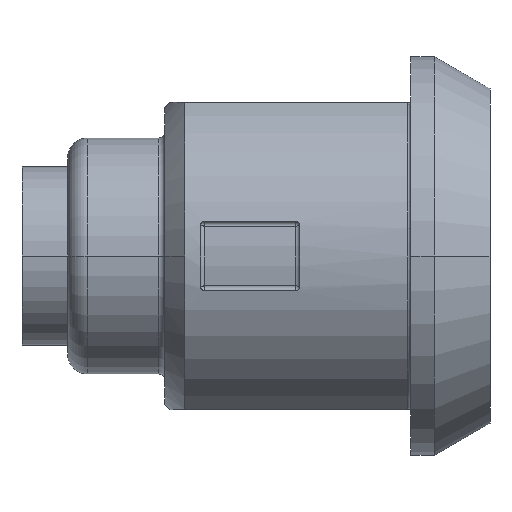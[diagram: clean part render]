
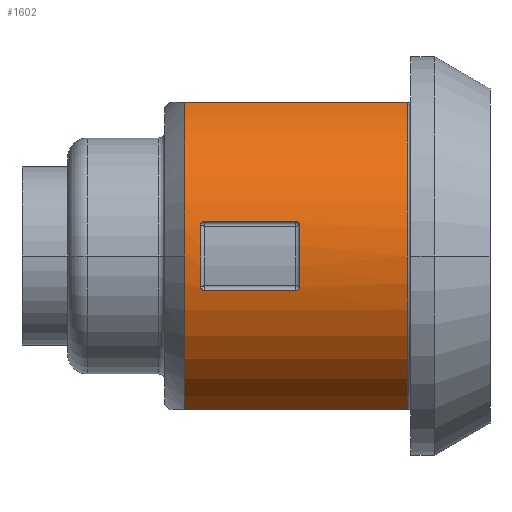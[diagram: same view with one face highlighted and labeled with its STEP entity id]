
A CAD part, front view. The second image highlights one B-rep face of the part: STEP entity #1602.
In plain terms, the highlighted cylindrical face has radius 8.5 mm (diameter 17 mm), a partial arc.
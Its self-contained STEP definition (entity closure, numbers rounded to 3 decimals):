
#195=CARTESIAN_POINT('',(-15.4,0.,0.));
#196=DIRECTION('',(1.,0.,0.));
#197=DIRECTION('',(0.,-0.411,0.912));
#198=AXIS2_PLACEMENT_3D('',#195,#196,#197);
#209=DIRECTION('',(1.,0.,0.));
#210=VECTOR('',#209,11.25);
#211=CARTESIAN_POINT('',(-15.4,-3.491,7.75));
#212=LINE('',#211,#210);
#244=CARTESIAN_POINT('',(-4.15,0.,0.));
#245=DIRECTION('',(-1.,0.,0.));
#246=DIRECTION('',(0.,-0.411,-0.912));
#247=AXIS2_PLACEMENT_3D('',#244,#245,#246);
#262=DIRECTION('',(1.,0.,0.));
#263=VECTOR('',#262,11.25);
#264=CARTESIAN_POINT('',(-15.4,-3.491,-7.75));
#265=LINE('',#264,#263);
#283=CARTESIAN_POINT('',(-14.6,0.,0.));
#284=DIRECTION('',(1.,0.,0.));
#285=DIRECTION('',(0.,-0.983,0.182));
#286=AXIS2_PLACEMENT_3D('',#283,#284,#285);
#288=DIRECTION('',(1.,0.,0.));
#289=VECTOR('',#288,4.6);
#290=CARTESIAN_POINT('',(-14.4,-8.318,-1.75));
#291=LINE('',#290,#289);
#292=CARTESIAN_POINT('',(-9.6,0.,0.));
#293=DIRECTION('',(1.,0.,0.));
#294=DIRECTION('',(0.,-0.983,0.182));
#295=AXIS2_PLACEMENT_3D('',#292,#293,#294);
#297=DIRECTION('',(1.,0.,0.));
#298=VECTOR('',#297,4.6);
#299=CARTESIAN_POINT('',(-14.4,-8.318,1.75));
#300=LINE('',#299,#298);
#314=CARTESIAN_POINT('',(-15.4,0.,0.));
#315=DIRECTION('',(-1.,0.,0.));
#316=DIRECTION('',(0.,-0.411,-0.912));
#317=AXIS2_PLACEMENT_3D('',#314,#315,#316);
#438=CARTESIAN_POINT('',(-14.6,-8.357,1.55));
#439=CARTESIAN_POINT('',(-14.6,-8.354,1.571));
#440=CARTESIAN_POINT('',(-14.593,-8.346,1.613));
#441=CARTESIAN_POINT('',(-14.564,-8.334,1.67));
#442=CARTESIAN_POINT('',(-14.518,-8.325,1.715));
#443=CARTESIAN_POINT('',(-14.462,-8.319,1.744));
#444=CARTESIAN_POINT('',(-14.421,-8.318,1.75));
#445=CARTESIAN_POINT('',(-14.4,-8.318,1.75));
#455=CARTESIAN_POINT('',(-9.8,-8.318,1.75));
#456=CARTESIAN_POINT('',(-9.779,-8.318,1.75));
#457=CARTESIAN_POINT('',(-9.738,-8.319,1.744));
#458=CARTESIAN_POINT('',(-9.682,-8.325,1.715));
#459=CARTESIAN_POINT('',(-9.636,-8.334,1.67));
#460=CARTESIAN_POINT('',(-9.607,-8.346,1.613));
#461=CARTESIAN_POINT('',(-9.6,-8.354,1.571));
#462=CARTESIAN_POINT('',(-9.6,-8.357,1.55));
#482=CARTESIAN_POINT('',(-9.6,-8.357,-1.55));
#483=CARTESIAN_POINT('',(-9.6,-8.354,-1.571));
#484=CARTESIAN_POINT('',(-9.607,-8.346,
-1.613));
#485=CARTESIAN_POINT('',(-9.636,-8.334,
-1.67));
#486=CARTESIAN_POINT('',(-9.682,-8.325,
-1.715));
#487=CARTESIAN_POINT('',(-9.738,-8.319,
-1.744));
#488=CARTESIAN_POINT('',(-9.779,-8.318,-1.75));
#489=CARTESIAN_POINT('',(-9.8,-8.318,-1.75));
#503=CARTESIAN_POINT('',(-14.4,-8.318,-1.75));
#504=CARTESIAN_POINT('',(-14.421,-8.318,-1.75));
#505=CARTESIAN_POINT('',(-14.462,-8.319,
-1.744));
#506=CARTESIAN_POINT('',(-14.518,-8.325,
-1.715));
#507=CARTESIAN_POINT('',(-14.564,-8.334,
-1.67));
#508=CARTESIAN_POINT('',(-14.593,-8.346,
-1.613));
#509=CARTESIAN_POINT('',(-14.6,-8.354,-1.571));
#510=CARTESIAN_POINT('',(-14.6,-8.357,-1.55));
#993=CARTESIAN_POINT('',(-15.4,-8.5,0.));
#995=VERTEX_POINT('',#993);
#1005=CARTESIAN_POINT('',(-15.4,-3.491,7.75));
#1006=CARTESIAN_POINT('',(-4.15,-3.491,7.75));
#1007=VERTEX_POINT('',#1005);
#1008=VERTEX_POINT('',#1006);
#1009=CARTESIAN_POINT('',(-15.4,-3.491,-7.75));
#1010=CARTESIAN_POINT('',(-4.15,-3.491,-7.75));
#1011=VERTEX_POINT('',#1009);
#1012=VERTEX_POINT('',#1010);
#1109=CARTESIAN_POINT('',(-9.6,-8.357,1.55));
#1110=CARTESIAN_POINT('',(-9.6,-8.357,-1.55));
#1111=VERTEX_POINT('',#1109);
#1112=VERTEX_POINT('',#1110);
#1113=CARTESIAN_POINT('',(-14.6,-8.357,1.55));
#1114=CARTESIAN_POINT('',(-14.6,-8.357,-1.55));
#1115=VERTEX_POINT('',#1113);
#1116=VERTEX_POINT('',#1114);
#1117=VERTEX_POINT('',#445);
#1118=VERTEX_POINT('',#503);
#1119=VERTEX_POINT('',#489);
#1120=VERTEX_POINT('',#455);
#1571=CARTESIAN_POINT('',(-22.365,0.,0.));
#1572=DIRECTION('',(1.,0.,0.));
#1573=DIRECTION('',(0.,-1.,0.));
#1574=AXIS2_PLACEMENT_3D('',#1571,#1572,#1573);
#1575=CYLINDRICAL_SURFACE('',#1574,8.5);
#1576=ORIENTED_EDGE('',*,*,#1535,.F.);
#1577=ORIENTED_EDGE('',*,*,#1553,.F.);
#1579=ORIENTED_EDGE('',*,*,#1578,.T.);
#1580=ORIENTED_EDGE('',*,*,#1485,.F.);
#1581=ORIENTED_EDGE('',*,*,#1514,.T.);
#1582=EDGE_LOOP('',(#1576,#1577,#1579,#1580,#1581));
#1583=FACE_OUTER_BOUND('',#1582,.F.);
#1585=ORIENTED_EDGE('',*,*,#1584,.T.);
#1587=ORIENTED_EDGE('',*,*,#1586,.F.);
#1589=ORIENTED_EDGE('',*,*,#1588,.T.);
#1591=ORIENTED_EDGE('',*,*,#1590,.F.);
#1593=ORIENTED_EDGE('',*,*,#1592,.F.);
#1595=ORIENTED_EDGE('',*,*,#1594,.F.);
#1597=ORIENTED_EDGE('',*,*,#1596,.F.);
#1599=ORIENTED_EDGE('',*,*,#1598,.F.);
#1600=EDGE_LOOP('',(#1585,#1587,#1589,#1591,#1593,#1595,#1597,#1599));
#1601=FACE_BOUND('',#1600,.F.);
#199=CIRCLE('',#198,8.5);
#248=CIRCLE('',#247,8.5);
#287=CIRCLE('',#286,8.5);
#296=CIRCLE('',#295,8.5);
#318=CIRCLE('',#317,8.5);
#446=B_SPLINE_CURVE_WITH_KNOTS('',3,(#438,#439,#440,#441,#442,#443,#444,#445),
.UNSPECIFIED.,.F.,.F.,(4,1,1,1,1,4),(0.,0.2,0.4,0.6,0.8,1.),
.UNSPECIFIED.);
#463=B_SPLINE_CURVE_WITH_KNOTS('',3,(#455,#456,#457,#458,#459,#460,#461,#462),
.UNSPECIFIED.,.F.,.F.,(4,1,1,1,1,4),(0.,0.2,0.4,0.6,0.8,1.),
.UNSPECIFIED.);
#490=B_SPLINE_CURVE_WITH_KNOTS('',3,(#482,#483,#484,#485,#486,#487,#488,#489),
.UNSPECIFIED.,.F.,.F.,(4,1,1,1,1,4),(0.,0.2,0.4,0.6,0.8,1.),
.UNSPECIFIED.);
#511=B_SPLINE_CURVE_WITH_KNOTS('',3,(#503,#504,#505,#506,#507,#508,#509,#510),
.UNSPECIFIED.,.F.,.F.,(4,1,1,1,1,4),(0.,0.2,0.4,0.6,0.8,1.),
.UNSPECIFIED.);
#1485=EDGE_CURVE('',#1007,#995,#199,.T.);
#1514=EDGE_CURVE('',#1007,#1008,#212,.T.);
#1535=EDGE_CURVE('',#1012,#1008,#248,.T.);
#1553=EDGE_CURVE('',#1011,#1012,#265,.T.);
#1578=EDGE_CURVE('',#1011,#995,#318,.T.);
#1584=EDGE_CURVE('',#1115,#1116,#287,.T.);
#1586=EDGE_CURVE('',#1118,#1116,#511,.T.);
#1588=EDGE_CURVE('',#1118,#1119,#291,.T.);
#1590=EDGE_CURVE('',#1112,#1119,#490,.T.);
#1592=EDGE_CURVE('',#1111,#1112,#296,.T.);
#1594=EDGE_CURVE('',#1120,#1111,#463,.T.);
#1596=EDGE_CURVE('',#1117,#1120,#300,.T.);
#1598=EDGE_CURVE('',#1115,#1117,#446,.T.);
#1602=ADVANCED_FACE('',(#1583,#1601),#1575,.T.);
